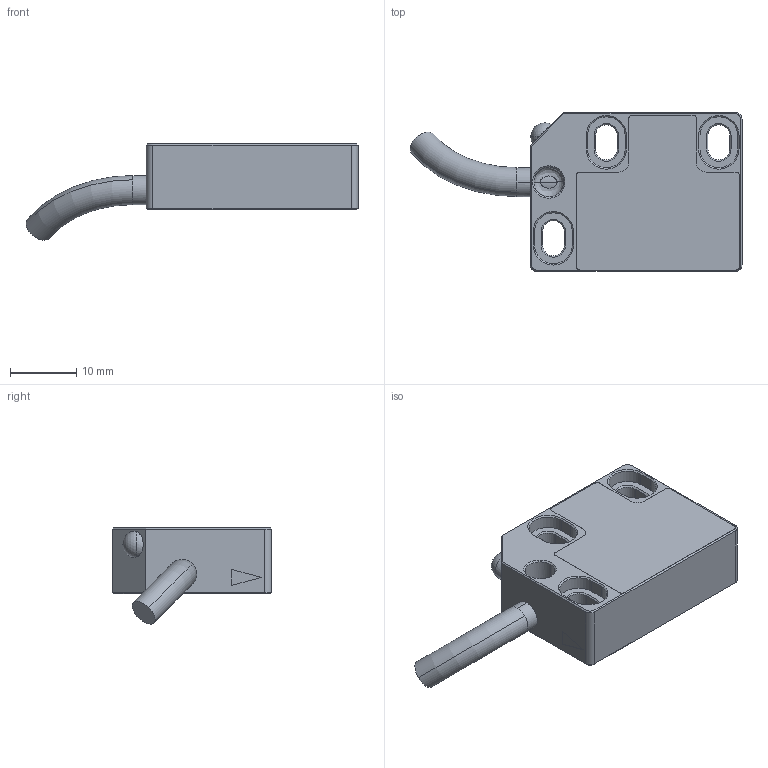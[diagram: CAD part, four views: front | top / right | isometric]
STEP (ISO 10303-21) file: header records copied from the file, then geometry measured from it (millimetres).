
FILE_DESCRIPTION (( 'STEP AP203' ), '1' );
FILE_NAME ('LM10-reading-head.STEP', '2009-05-19T09:32:28', ( 'RLS D.O.O.' ), ( 'RLS D.O.O.' ), 'SwSTEP 2.0', 'SolidWorks 2009', '' );
FILE_SCHEMA (( 'CONFIG_CONTROL_DESIGN' ));
Length unit declared in the file: millimetre
Products named in the file (1): LM10-reading-head
Bounding box: 50.16 x 24 x 14.57 mm (x, y, z)
Volume: 7042.3 mm3; surface area: 3301.2 mm2
Topology: 1 solids, 1 shells, 167 faces, 390 edges, 236 vertices
Faces by surface type: plane 89, cylinder 38, cone 34, torus 2, bspline 2, sphere 2
Entity records: 5036 total; most frequent: CARTESIAN_POINT 1099, DIRECTION 824, ORIENTED_EDGE 776, EDGE_CURVE 388, AXIS2_PLACEMENT_3D 281, VECTOR 262, LINE 262, VERTEX_POINT 235
